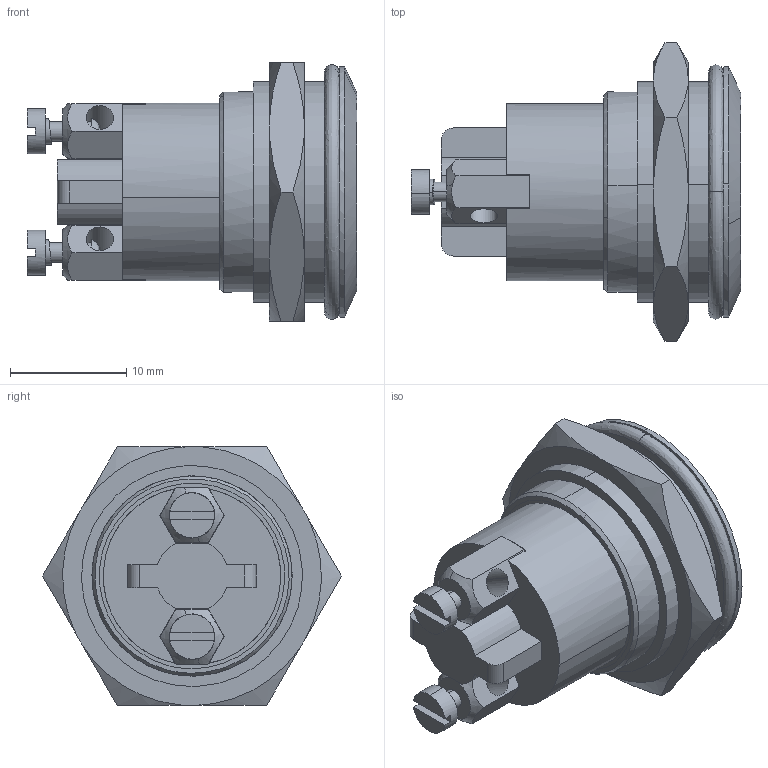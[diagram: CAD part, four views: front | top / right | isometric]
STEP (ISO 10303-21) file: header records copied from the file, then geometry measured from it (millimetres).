
FILE_DESCRIPTION(('STEP AP242'),'1');
FILE_NAME('mpb037.stp','2023-04-05T10:58:09',('TraceParts'),('TraceParts S.A.'),'Spatial InterOp 3D',' ',' ');
FILE_SCHEMA(('AP242_MANAGED_MODEL_BASED_3D_ENGINEERING_MIM_LF {1 0 10303 442 1 1 4}'));
Length unit declared in the file: millimetre
Products named in the file (1): mpb037_1
Bounding box: 28.29 x 25.66 x 22.23 mm (x, y, z)
Volume: 3894.2 mm3; surface area: 5049.8 mm2
Topology: 3 solids, 3 shells, 230 faces, 668 edges, 466 vertices
Faces by surface type: plane 94, cylinder 70, cone 44, bspline 22
Entity records: 9626 total; most frequent: CARTESIAN_POINT 2751, ORIENTED_EDGE 1328, DIRECTION 1318, EDGE_CURVE 664, AXIS2_PLACEMENT_3D 539, VERTEX_POINT 466, CIRCLE 316, EDGE_LOOP 270
